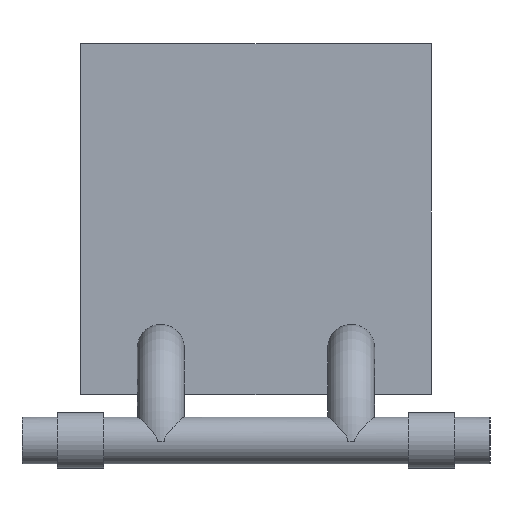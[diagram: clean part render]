
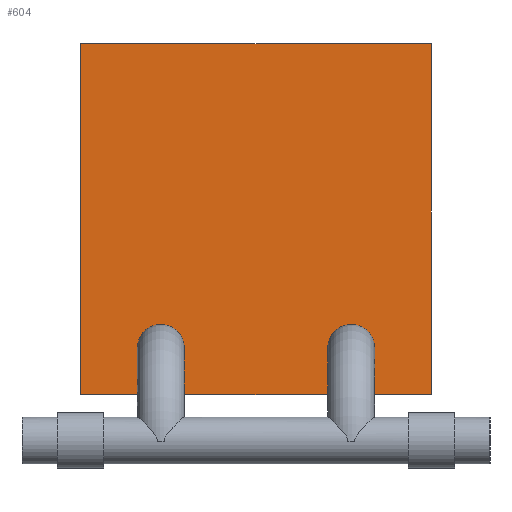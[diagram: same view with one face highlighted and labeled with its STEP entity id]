
A CAD part, left-side view. The second image highlights one B-rep face of the part: STEP entity #604.
In plain terms, the highlighted planar face has unit normal (-1, 0, 0).
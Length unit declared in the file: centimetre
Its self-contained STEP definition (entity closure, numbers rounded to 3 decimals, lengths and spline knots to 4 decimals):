
#34=FACE_BOUND('',#165,.T.);
#35=FACE_BOUND('',#166,.T.);
#56=CIRCLE('',#655,1.);
#59=CIRCLE('',#660,1.);
#116=FACE_OUTER_BOUND('',#164,.T.);
#164=EDGE_LOOP('',(#493,#494,#495,#496));
#165=EDGE_LOOP('',(#497));
#166=EDGE_LOOP('',(#498));
#212=LINE('',#1307,#250);
#220=LINE('',#1322,#258);
#221=LINE('',#1324,#259);
#222=LINE('',#1325,#260);
#250=VECTOR('',#807,1.);
#258=VECTOR('',#819,1.);
#259=VECTOR('',#822,1.);
#260=VECTOR('',#823,1.);
#285=VERTEX_POINT('',#1105);
#286=VERTEX_POINT('',#1111);
#298=VERTEX_POINT('',#1304);
#299=VERTEX_POINT('',#1306);
#303=VERTEX_POINT('',#1318);
#304=VERTEX_POINT('',#1320);
#344=EDGE_CURVE('',#285,#285,#56,.T.);
#347=EDGE_CURVE('',#286,#286,#59,.T.);
#364=EDGE_CURVE('',#298,#299,#212,.T.);
#372=EDGE_CURVE('',#303,#304,#220,.T.);
#373=EDGE_CURVE('',#298,#303,#221,.T.);
#374=EDGE_CURVE('',#299,#304,#222,.T.);
#493=ORIENTED_EDGE('',*,*,#373,.T.);
#494=ORIENTED_EDGE('',*,*,#372,.T.);
#495=ORIENTED_EDGE('',*,*,#374,.F.);
#496=ORIENTED_EDGE('',*,*,#364,.F.);
#497=ORIENTED_EDGE('',*,*,#344,.T.);
#498=ORIENTED_EDGE('',*,*,#347,.T.);
#571=PLANE('',#679);
#604=ADVANCED_FACE('',(#116,#34,#35),#571,.T.);
#655=AXIS2_PLACEMENT_3D('',#1107,#759,#760);
#660=AXIS2_PLACEMENT_3D('',#1113,#769,#770);
#679=AXIS2_PLACEMENT_3D('',#1323,#820,#821);
#759=DIRECTION('center_axis',(1.,0.,0.));
#760=DIRECTION('ref_axis',(0.,0.,1.));
#769=DIRECTION('center_axis',(1.,0.,0.));
#770=DIRECTION('ref_axis',(0.,0.,1.));
#807=DIRECTION('',(0.,0.,1.));
#819=DIRECTION('',(0.,0.,1.));
#820=DIRECTION('center_axis',(-1.,0.,0.));
#821=DIRECTION('ref_axis',(0.,-1.,0.));
#822=DIRECTION('',(0.,-1.,0.));
#823=DIRECTION('',(0.,-1.,0.));
#1105=CARTESIAN_POINT('',(0.,11.5685,1.));
#1107=CARTESIAN_POINT('Origin',(0.,11.5685,2.));
#1111=CARTESIAN_POINT('',(0.,3.4315,1.));
#1113=CARTESIAN_POINT('Origin',(0.,3.4315,2.));
#1304=CARTESIAN_POINT('',(0.,15.,0.));
#1306=CARTESIAN_POINT('',(0.,15.,15.));
#1307=CARTESIAN_POINT('',(0.,15.,0.));
#1318=CARTESIAN_POINT('',(0.,0.,0.));
#1320=CARTESIAN_POINT('',(0.,0.,15.));
#1322=CARTESIAN_POINT('',(0.,0.,0.));
#1323=CARTESIAN_POINT('Origin',(0.,15.,0.));
#1324=CARTESIAN_POINT('',(0.,15.,0.));
#1325=CARTESIAN_POINT('',(0.,15.,15.));
